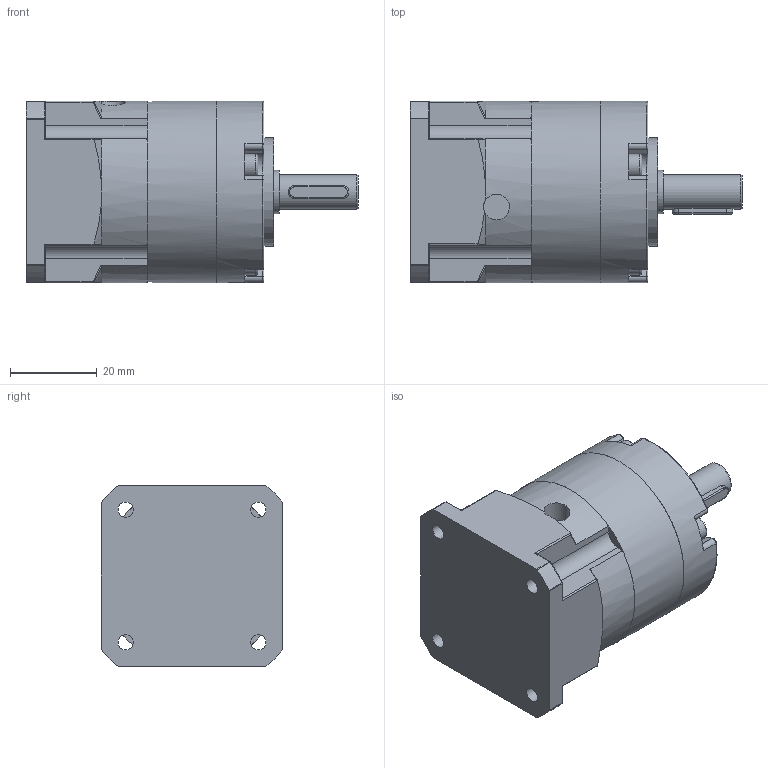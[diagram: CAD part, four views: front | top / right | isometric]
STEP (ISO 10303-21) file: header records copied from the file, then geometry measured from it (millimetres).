
FILE_DESCRIPTION(/* description */ ('Unknown'),/* implementation_level */ '2;1');
FILE_NAME(/* name */ 'Fle 42',/* time_stamp */ '2025-07-25T11:34:46+03:00',/* author */ ('Unknown'),/* organization */ ('Unknown'),/* preprocessor_version */ 'ST-DEVELOPER v16.7',/* originating_system */ 'DEX',/* authorisation */ $);
FILE_SCHEMA (('CONFIG_CONTROL_DESIGN'));
Length unit declared in the file: millimetre
Products named in the file (1): Fle 42
Bounding box: 76.73 x 42 x 42 mm (x, y, z)
Volume: 78412.6 mm3; surface area: 13625.1 mm2
Topology: 1 solids, 1 shells, 223 faces, 550 edges, 347 vertices
Faces by surface type: cylinder 86, plane 86, torus 27, cone 11, bspline 9, sphere 4
Full cylindrical faces by diameter (mm): 2 x1, 3 x4, 3.5 x4, 5.5 x4, 6 x2, 8 x1, 10 x1, 11.8 x1, 22 x1, 25 x1, 41.98 x1, 42 x1
Entity records: 8082 total; most frequent: CARTESIAN_POINT 1431, DIRECTION 1052, ORIENTED_EDGE 1018, EDGE_CURVE 509, AXIS2_PLACEMENT_3D 409, VERTEX_POINT 336, EDGE_LOOP 279, FACE_BOUND 279
